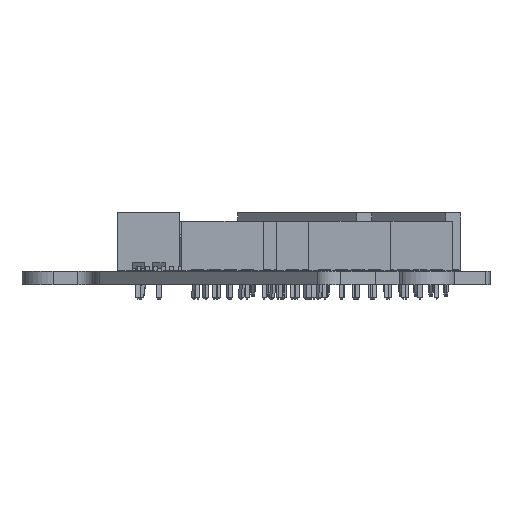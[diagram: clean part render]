
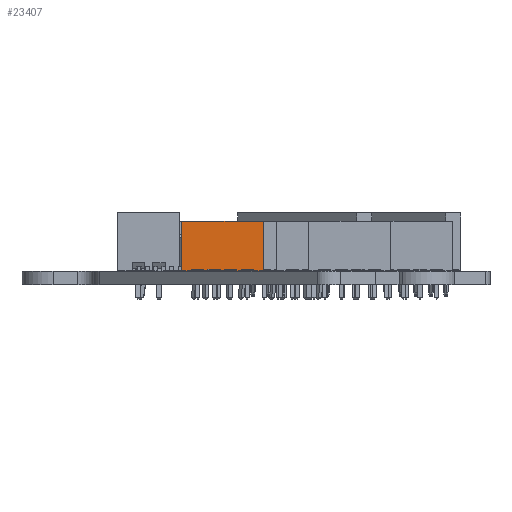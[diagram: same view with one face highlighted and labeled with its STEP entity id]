
A CAD part, left-side view. The second image highlights one B-rep face of the part: STEP entity #23407.
In plain terms, the highlighted face is planar.
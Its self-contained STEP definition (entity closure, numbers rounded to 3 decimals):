
#1557=FACE_OUTER_BOUND('',#2779,.T.);
#2779=EDGE_LOOP('',(#17550,#17551,#17552,#17553,#17554,#17555,#17556,#17557,
#17558,#17559,#17560,#17561,#17562,#17563,#17564,#17565,#17566,#17567,#17568,
#17569));
#5042=LINE('',#34851,#7888);
#5050=LINE('',#34868,#7896);
#5051=LINE('',#34872,#7897);
#5052=LINE('',#34874,#7898);
#5053=LINE('',#34876,#7899);
#5054=LINE('',#34878,#7900);
#5055=LINE('',#34880,#7901);
#5056=LINE('',#34882,#7902);
#5057=LINE('',#34884,#7903);
#5058=LINE('',#34886,#7904);
#5059=LINE('',#34888,#7905);
#5060=LINE('',#34890,#7906);
#5061=LINE('',#34892,#7907);
#5062=LINE('',#34894,#7908);
#5063=LINE('',#34896,#7909);
#5064=LINE('',#34898,#7910);
#5065=LINE('',#34900,#7911);
#5066=LINE('',#34901,#7912);
#5067=LINE('',#34903,#7913);
#5068=LINE('',#34904,#7914);
#7888=VECTOR('',#28534,1.);
#7896=VECTOR('',#28546,1.);
#7897=VECTOR('',#28549,1.);
#7898=VECTOR('',#28550,1.);
#7899=VECTOR('',#28551,1.);
#7900=VECTOR('',#28552,1.);
#7901=VECTOR('',#28553,1.);
#7902=VECTOR('',#28554,1.);
#7903=VECTOR('',#28555,1.);
#7904=VECTOR('',#28556,1.);
#7905=VECTOR('',#28557,1.);
#7906=VECTOR('',#28558,1.);
#7907=VECTOR('',#28559,1.);
#7908=VECTOR('',#28560,1.);
#7909=VECTOR('',#28561,1.);
#7910=VECTOR('',#28562,1.);
#7911=VECTOR('',#28563,1.);
#7912=VECTOR('',#28564,1.);
#7913=VECTOR('',#28565,1.);
#7914=VECTOR('',#28566,1.);
#10248=VERTEX_POINT('',#34847);
#10250=VERTEX_POINT('',#34850);
#10257=VERTEX_POINT('',#34866);
#10258=VERTEX_POINT('',#34870);
#10259=VERTEX_POINT('',#34871);
#10260=VERTEX_POINT('',#34873);
#10261=VERTEX_POINT('',#34875);
#10262=VERTEX_POINT('',#34877);
#10263=VERTEX_POINT('',#34879);
#10264=VERTEX_POINT('',#34881);
#10265=VERTEX_POINT('',#34883);
#10266=VERTEX_POINT('',#34885);
#10267=VERTEX_POINT('',#34887);
#10268=VERTEX_POINT('',#34889);
#10269=VERTEX_POINT('',#34891);
#10270=VERTEX_POINT('',#34893);
#10271=VERTEX_POINT('',#34895);
#10272=VERTEX_POINT('',#34897);
#10273=VERTEX_POINT('',#34899);
#10274=VERTEX_POINT('',#34902);
#12840=EDGE_CURVE('',#10250,#10248,#5042,.T.);
#12849=EDGE_CURVE('',#10248,#10257,#5050,.T.);
#12850=EDGE_CURVE('',#10258,#10259,#5051,.T.);
#12851=EDGE_CURVE('',#10260,#10259,#5052,.T.);
#12852=EDGE_CURVE('',#10261,#10260,#5053,.T.);
#12853=EDGE_CURVE('',#10261,#10262,#5054,.T.);
#12854=EDGE_CURVE('',#10262,#10263,#5055,.T.);
#12855=EDGE_CURVE('',#10264,#10263,#5056,.T.);
#12856=EDGE_CURVE('',#10265,#10264,#5057,.T.);
#12857=EDGE_CURVE('',#10265,#10266,#5058,.T.);
#12858=EDGE_CURVE('',#10266,#10267,#5059,.T.);
#12859=EDGE_CURVE('',#10268,#10267,#5060,.T.);
#12860=EDGE_CURVE('',#10269,#10268,#5061,.T.);
#12861=EDGE_CURVE('',#10269,#10270,#5062,.T.);
#12862=EDGE_CURVE('',#10270,#10271,#5063,.T.);
#12863=EDGE_CURVE('',#10272,#10271,#5064,.T.);
#12864=EDGE_CURVE('',#10273,#10272,#5065,.T.);
#12865=EDGE_CURVE('',#10273,#10250,#5066,.T.);
#12866=EDGE_CURVE('',#10274,#10257,#5067,.T.);
#12867=EDGE_CURVE('',#10258,#10274,#5068,.T.);
#17550=ORIENTED_EDGE('',*,*,#12850,.T.);
#17551=ORIENTED_EDGE('',*,*,#12851,.F.);
#17552=ORIENTED_EDGE('',*,*,#12852,.F.);
#17553=ORIENTED_EDGE('',*,*,#12853,.T.);
#17554=ORIENTED_EDGE('',*,*,#12854,.T.);
#17555=ORIENTED_EDGE('',*,*,#12855,.F.);
#17556=ORIENTED_EDGE('',*,*,#12856,.F.);
#17557=ORIENTED_EDGE('',*,*,#12857,.T.);
#17558=ORIENTED_EDGE('',*,*,#12858,.T.);
#17559=ORIENTED_EDGE('',*,*,#12859,.F.);
#17560=ORIENTED_EDGE('',*,*,#12860,.F.);
#17561=ORIENTED_EDGE('',*,*,#12861,.T.);
#17562=ORIENTED_EDGE('',*,*,#12862,.T.);
#17563=ORIENTED_EDGE('',*,*,#12863,.F.);
#17564=ORIENTED_EDGE('',*,*,#12864,.F.);
#17565=ORIENTED_EDGE('',*,*,#12865,.T.);
#17566=ORIENTED_EDGE('',*,*,#12840,.T.);
#17567=ORIENTED_EDGE('',*,*,#12849,.T.);
#17568=ORIENTED_EDGE('',*,*,#12866,.F.);
#17569=ORIENTED_EDGE('',*,*,#12867,.F.);
#21280=PLANE('',#24807);
#23407=ADVANCED_FACE('',(#1557),#21280,.F.);
#24807=AXIS2_PLACEMENT_3D('',#34869,#28547,#28548);
#28534=DIRECTION('',(1.,0.,0.));
#28546=DIRECTION('',(0.,0.,1.));
#28547=DIRECTION('center_axis',(0.,1.,0.));
#28548=DIRECTION('ref_axis',(1.,0.,0.));
#28549=DIRECTION('',(1.,0.,0.));
#28550=DIRECTION('',(0.,0.,-1.));
#28551=DIRECTION('',(-1.,0.,0.));
#28552=DIRECTION('',(0.,0.,-1.));
#28553=DIRECTION('',(1.,0.,0.));
#28554=DIRECTION('',(0.,0.,-1.));
#28555=DIRECTION('',(-1.,0.,0.));
#28556=DIRECTION('',(0.,0.,-1.));
#28557=DIRECTION('',(1.,0.,0.));
#28558=DIRECTION('',(0.,0.,-1.));
#28559=DIRECTION('',(-1.,0.,0.));
#28560=DIRECTION('',(0.,0.,-1.));
#28561=DIRECTION('',(1.,0.,0.));
#28562=DIRECTION('',(0.,0.,-1.));
#28563=DIRECTION('',(-1.,0.,0.));
#28564=DIRECTION('',(0.,0.,-1.));
#28565=DIRECTION('',(1.,0.,0.));
#28566=DIRECTION('',(0.,0.,1.));
#34847=CARTESIAN_POINT('',(7.95,-2.8,0.));
#34850=CARTESIAN_POINT('',(6.75,-2.8,0.));
#34851=CARTESIAN_POINT('',(-1.95,-2.8,0.));
#34866=CARTESIAN_POINT('',(7.95,-2.8,6.));
#34868=CARTESIAN_POINT('',(7.95,-2.8,0.));
#34869=CARTESIAN_POINT('Origin',(-1.95,-2.8,0.));
#34870=CARTESIAN_POINT('',(-1.95,-2.8,0.));
#34871=CARTESIAN_POINT('',(-0.75,-2.8,0.));
#34872=CARTESIAN_POINT('',(-1.95,-2.8,0.));
#34873=CARTESIAN_POINT('',(-0.75,-2.8,0.2));
#34874=CARTESIAN_POINT('',(-0.75,-2.8,0.2));
#34875=CARTESIAN_POINT('',(0.75,-2.8,0.2));
#34876=CARTESIAN_POINT('',(0.75,-2.8,0.2));
#34877=CARTESIAN_POINT('',(0.75,-2.8,0.));
#34878=CARTESIAN_POINT('',(0.75,-2.8,0.2));
#34879=CARTESIAN_POINT('',(1.25,-2.8,0.));
#34880=CARTESIAN_POINT('',(-1.95,-2.8,0.));
#34881=CARTESIAN_POINT('',(1.25,-2.8,0.2));
#34882=CARTESIAN_POINT('',(1.25,-2.8,0.2));
#34883=CARTESIAN_POINT('',(2.75,-2.8,0.2));
#34884=CARTESIAN_POINT('',(2.75,-2.8,0.2));
#34885=CARTESIAN_POINT('',(2.75,-2.8,0.));
#34886=CARTESIAN_POINT('',(2.75,-2.8,0.2));
#34887=CARTESIAN_POINT('',(3.25,-2.8,0.));
#34888=CARTESIAN_POINT('',(-1.95,-2.8,0.));
#34889=CARTESIAN_POINT('',(3.25,-2.8,0.2));
#34890=CARTESIAN_POINT('',(3.25,-2.8,0.2));
#34891=CARTESIAN_POINT('',(4.75,-2.8,0.2));
#34892=CARTESIAN_POINT('',(4.75,-2.8,0.2));
#34893=CARTESIAN_POINT('',(4.75,-2.8,0.));
#34894=CARTESIAN_POINT('',(4.75,-2.8,0.2));
#34895=CARTESIAN_POINT('',(5.25,-2.8,0.));
#34896=CARTESIAN_POINT('',(-1.95,-2.8,0.));
#34897=CARTESIAN_POINT('',(5.25,-2.8,0.2));
#34898=CARTESIAN_POINT('',(5.25,-2.8,0.2));
#34899=CARTESIAN_POINT('',(6.75,-2.8,0.2));
#34900=CARTESIAN_POINT('',(6.75,-2.8,0.2));
#34901=CARTESIAN_POINT('',(6.75,-2.8,0.2));
#34902=CARTESIAN_POINT('',(-1.95,-2.8,6.));
#34903=CARTESIAN_POINT('',(-1.95,-2.8,6.));
#34904=CARTESIAN_POINT('',(-1.95,-2.8,0.));
